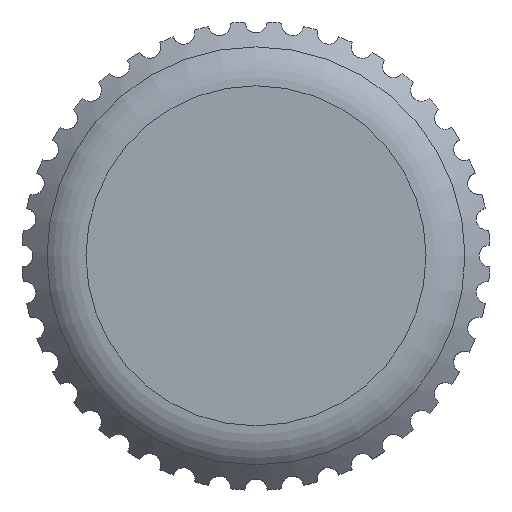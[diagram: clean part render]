
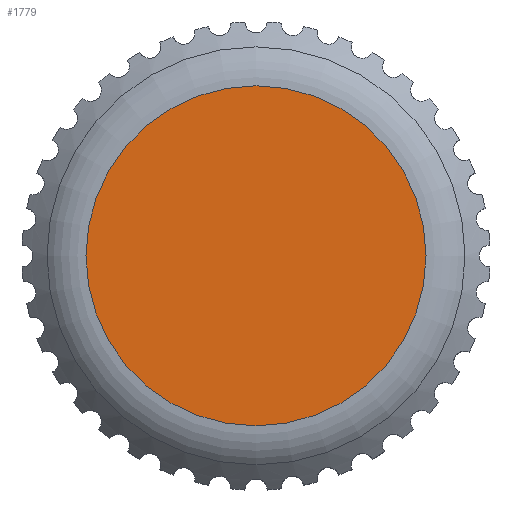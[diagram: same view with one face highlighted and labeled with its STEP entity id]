
A CAD part, top view. The second image highlights one B-rep face of the part: STEP entity #1779.
In plain terms, the highlighted planar face has unit normal (0, 0, 1).
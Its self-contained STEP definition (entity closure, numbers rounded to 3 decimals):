
#20=PLANE('',#2013);
#113=FACE_OUTER_BOUND('',#210,.T.);
#210=EDGE_LOOP('',(#1551));
#345=CIRCLE('',#2008,6.172);
#769=VERTEX_POINT('',#3951);
#1031=EDGE_CURVE('',#769,#769,#345,.T.);
#1551=ORIENTED_EDGE('',*,*,#1031,.F.);
#1779=ADVANCED_FACE('',(#113),#20,.T.);
#2008=AXIS2_PLACEMENT_3D('',#3952,#2514,#2515);
#2013=AXIS2_PLACEMENT_3D('',#3959,#2525,#2526);
#2514=DIRECTION('center_axis',(0.,0.,-1.));
#2515=DIRECTION('ref_axis',(1.,0.,0.));
#2525=DIRECTION('center_axis',(0.,0.,1.));
#2526=DIRECTION('ref_axis',(1.,0.,0.));
#3951=CARTESIAN_POINT('',(-6.172,0.,8.3));
#3952=CARTESIAN_POINT('Origin',(0.,0.,8.3));
#3959=CARTESIAN_POINT('Origin',(0.,0.,8.3));
